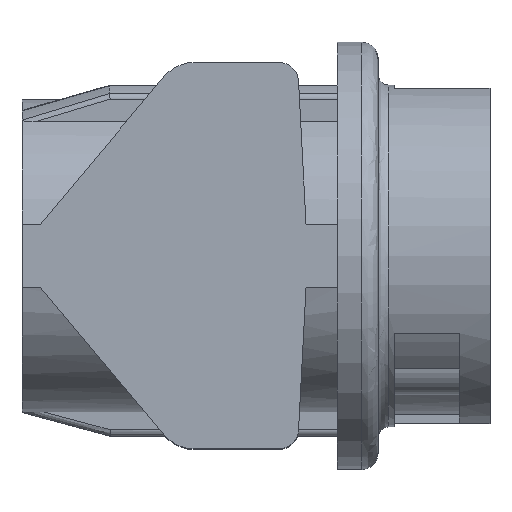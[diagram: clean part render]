
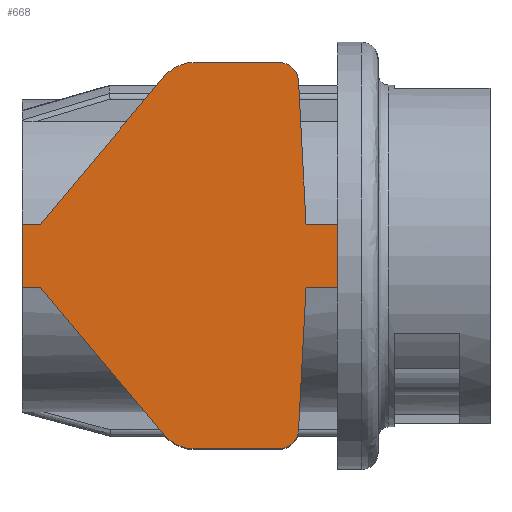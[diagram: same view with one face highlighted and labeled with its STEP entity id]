
A CAD part, top view. The second image highlights one B-rep face of the part: STEP entity #668.
In plain terms, the highlighted planar face has unit normal (0, 0, 1).
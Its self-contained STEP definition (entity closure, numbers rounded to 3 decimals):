
#388=PLANE('',#6262);
#668=ADVANCED_FACE('',(#1036),#388,.T.);
#1036=FACE_OUTER_BOUND('',#1356,.T.);
#1356=EDGE_LOOP('',(#2706,#2707,#2708,#2709,#2710,#2711,#2712,#2713,#2714,
#2715,#2716,#2717,#2718,#2719,#2720,#2721));
#1529=CIRCLE('',#6159,2.);
#1567=CIRCLE('',#6250,2.);
#1569=CIRCLE('',#6255,1.);
#1571=CIRCLE('',#6261,1.);
#2706=ORIENTED_EDGE('',*,*,#4527,.T.);
#2707=ORIENTED_EDGE('',*,*,#4526,.T.);
#2708=ORIENTED_EDGE('',*,*,#4528,.T.);
#2709=ORIENTED_EDGE('',*,*,#4529,.F.);
#2710=ORIENTED_EDGE('',*,*,#4519,.T.);
#2711=ORIENTED_EDGE('',*,*,#4513,.T.);
#2712=ORIENTED_EDGE('',*,*,#4516,.T.);
#2713=ORIENTED_EDGE('',*,*,#4511,.T.);
#2714=ORIENTED_EDGE('',*,*,#4506,.T.);
#2715=ORIENTED_EDGE('',*,*,#4505,.T.);
#2716=ORIENTED_EDGE('',*,*,#4522,.T.);
#2717=ORIENTED_EDGE('',*,*,#4530,.F.);
#2718=ORIENTED_EDGE('',*,*,#4531,.T.);
#2719=ORIENTED_EDGE('',*,*,#4358,.T.);
#2720=ORIENTED_EDGE('',*,*,#4355,.T.);
#2721=ORIENTED_EDGE('',*,*,#4352,.T.);
#3654=VERTEX_POINT('',#9086);
#3655=VERTEX_POINT('',#9088);
#3657=VERTEX_POINT('',#9094);
#3659=VERTEX_POINT('',#9100);
#3753=VERTEX_POINT('',#9574);
#3756=VERTEX_POINT('',#9579);
#3757=VERTEX_POINT('',#9583);
#3759=VERTEX_POINT('',#9589);
#3762=VERTEX_POINT('',#9596);
#3763=VERTEX_POINT('',#9598);
#3765=VERTEX_POINT('',#9609);
#3766=VERTEX_POINT('',#9612);
#3767=VERTEX_POINT('',#9616);
#3770=VERTEX_POINT('',#9621);
#3771=VERTEX_POINT('',#9626);
#3772=VERTEX_POINT('',#9629);
#4352=EDGE_CURVE('',#3655,#3654,#5126,.T.);
#4355=EDGE_CURVE('',#3657,#3655,#1529,.T.);
#4358=EDGE_CURVE('',#3659,#3657,#5130,.T.);
#4505=EDGE_CURVE('',#3753,#3756,#5219,.T.);
#4506=EDGE_CURVE('',#3757,#3753,#1567,.T.);
#4511=EDGE_CURVE('',#3759,#3757,#5223,.T.);
#4513=EDGE_CURVE('',#3763,#3762,#5225,.T.);
#4516=EDGE_CURVE('',#3762,#3759,#1569,.T.);
#4519=EDGE_CURVE('',#3765,#3763,#5229,.T.);
#4522=EDGE_CURVE('',#3756,#3766,#5232,.T.);
#4526=EDGE_CURVE('',#3767,#3770,#5236,.T.);
#4527=EDGE_CURVE('',#3654,#3767,#1571,.T.);
#4528=EDGE_CURVE('',#3770,#3771,#5237,.T.);
#4529=EDGE_CURVE('',#3765,#3771,#5238,.T.);
#4530=EDGE_CURVE('',#3772,#3766,#5239,.T.);
#4531=EDGE_CURVE('',#3772,#3659,#5240,.T.);
#5126=LINE('',#9087,#5712);
#5130=LINE('',#9099,#5716);
#5219=LINE('',#9580,#5805);
#5223=LINE('',#9592,#5809);
#5225=LINE('',#9597,#5811);
#5229=LINE('',#9608,#5815);
#5232=LINE('',#9613,#5818);
#5236=LINE('',#9622,#5822);
#5237=LINE('',#9625,#5823);
#5238=LINE('',#9627,#5824);
#5239=LINE('',#9628,#5825);
#5240=LINE('',#9630,#5826);
#5712=VECTOR('',#7141,1.);
#5716=VECTOR('',#7153,1.);
#5805=VECTOR('',#7417,1.);
#5809=VECTOR('',#7429,1.);
#5811=VECTOR('',#7433,1.);
#5815=VECTOR('',#7447,1.);
#5818=VECTOR('',#7450,1.);
#5822=VECTOR('',#7456,1.);
#5823=VECTOR('',#7461,1.);
#5824=VECTOR('',#7462,1.);
#5825=VECTOR('',#7463,1.);
#5826=VECTOR('',#7464,1.);
#6159=AXIS2_PLACEMENT_3D('',#9093,#7146,#7147);
#6250=AXIS2_PLACEMENT_3D('',#9582,#7420,#7421);
#6255=AXIS2_PLACEMENT_3D('',#9603,#7438,#7439);
#6261=AXIS2_PLACEMENT_3D('',#9624,#7459,#7460);
#6262=AXIS2_PLACEMENT_3D('',#9631,#7465,#7466);
#7141=DIRECTION('',(1.,0.,0.));
#7146=DIRECTION('',(0.,0.,1.));
#7147=DIRECTION('',(-0.766,-0.643,0.));
#7153=DIRECTION('',(0.643,-0.766,0.));
#7417=DIRECTION('',(-0.643,-0.766,0.));
#7420=DIRECTION('',(0.,0.,1.));
#7421=DIRECTION('',(0.,1.,0.));
#7429=DIRECTION('',(-1.,0.,0.));
#7433=DIRECTION('',(-0.052,0.999,0.));
#7438=DIRECTION('',(0.,0.,1.));
#7439=DIRECTION('',(0.999,0.052,0.));
#7447=DIRECTION('',(-1.,0.,0.));
#7450=DIRECTION('',(-1.,0.,0.));
#7456=DIRECTION('',(0.052,0.999,0.));
#7459=DIRECTION('',(0.,0.,1.));
#7460=DIRECTION('',(0.,-1.,0.));
#7461=DIRECTION('',(1.,0.,0.));
#7462=DIRECTION('',(0.,-1.,0.));
#7463=DIRECTION('',(0.,1.,0.));
#7464=DIRECTION('',(1.,0.,0.));
#7465=DIRECTION('',(0.,0.,1.));
#7466=DIRECTION('',(1.,0.,0.));
#9086=CARTESIAN_POINT('',(1.092,-9.5,8.85));
#9087=CARTESIAN_POINT('',(-2.997,-9.5,8.85));
#9088=CARTESIAN_POINT('',(-2.997,-9.5,8.85));
#9093=CARTESIAN_POINT('',(-2.997,-7.5,8.85));
#9094=CARTESIAN_POINT('',(-4.529,-8.786,8.85));
#9099=CARTESIAN_POINT('',(-10.6,-1.55,8.85));
#9100=CARTESIAN_POINT('',(-10.6,-1.55,8.85));
#9574=CARTESIAN_POINT('',(-4.529,8.786,8.85));
#9579=CARTESIAN_POINT('',(-10.6,1.55,8.85));
#9580=CARTESIAN_POINT('',(-4.529,8.786,8.85));
#9582=CARTESIAN_POINT('',(-2.997,7.5,8.85));
#9583=CARTESIAN_POINT('',(-2.997,9.5,8.85));
#9589=CARTESIAN_POINT('',(1.092,9.5,8.85));
#9592=CARTESIAN_POINT('',(1.092,9.5,8.85));
#9596=CARTESIAN_POINT('',(2.091,8.552,8.85));
#9597=CARTESIAN_POINT('',(2.458,1.55,8.85));
#9598=CARTESIAN_POINT('',(2.458,1.55,8.85));
#9603=CARTESIAN_POINT('',(1.092,8.5,8.85));
#9608=CARTESIAN_POINT('',(4.,1.55,8.85));
#9609=CARTESIAN_POINT('',(4.,1.55,8.85));
#9612=CARTESIAN_POINT('',(-11.5,1.55,8.85));
#9613=CARTESIAN_POINT('',(-10.6,1.55,8.85));
#9616=CARTESIAN_POINT('',(2.091,-8.552,8.85));
#9621=CARTESIAN_POINT('',(2.458,-1.55,8.85));
#9622=CARTESIAN_POINT('',(2.091,-8.552,8.85));
#9624=CARTESIAN_POINT('',(1.092,-8.5,8.85));
#9625=CARTESIAN_POINT('',(2.458,-1.55,8.85));
#9626=CARTESIAN_POINT('',(4.,-1.55,8.85));
#9627=CARTESIAN_POINT('',(4.,1.55,8.85));
#9628=CARTESIAN_POINT('',(-11.5,-1.55,8.85));
#9629=CARTESIAN_POINT('',(-11.5,-1.55,8.85));
#9630=CARTESIAN_POINT('',(-11.5,-1.55,8.85));
#9631=CARTESIAN_POINT('',(-11.6,-10.55,8.85));
